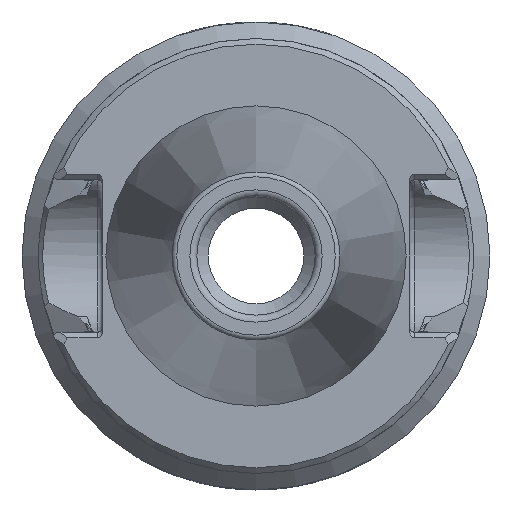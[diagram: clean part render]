
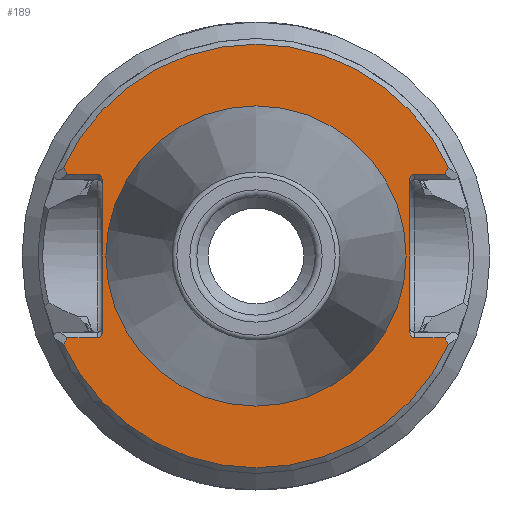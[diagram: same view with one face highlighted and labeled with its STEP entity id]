
A CAD part, left-side view. The second image highlights one B-rep face of the part: STEP entity #189.
In plain terms, the highlighted planar face has unit normal (-1, 0, 0).
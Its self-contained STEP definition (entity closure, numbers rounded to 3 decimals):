
#189 = ADVANCED_FACE( '', ( #456, #457 ), #458, .T. );
#456 = FACE_OUTER_BOUND( '', #813, .T. );
#457 = FACE_BOUND( '', #814, .T. );
#458 = PLANE( '', #815 );
#813 = EDGE_LOOP( '', ( #1356, #1357, #1358, #1359, #1360, #1361, #1362, #1363, #1364, #1365, #1366, #1367, #1368, #1369, #1370, #1371 ) );
#814 = EDGE_LOOP( '', ( #1372 ) );
#815 = AXIS2_PLACEMENT_3D( '', #1373, #1374, #1375 );
#1356 = ORIENTED_EDGE( '', *, *, #2117, .T. );
#1357 = ORIENTED_EDGE( '', *, *, #2118, .T. );
#1358 = ORIENTED_EDGE( '', *, *, #2119, .T. );
#1359 = ORIENTED_EDGE( '', *, *, #2120, .T. );
#1360 = ORIENTED_EDGE( '', *, *, #2009, .T. );
#1361 = ORIENTED_EDGE( '', *, *, #1990, .T. );
#1362 = ORIENTED_EDGE( '', *, *, #2121, .T. );
#1363 = ORIENTED_EDGE( '', *, *, #2122, .T. );
#1364 = ORIENTED_EDGE( '', *, *, #2123, .T. );
#1365 = ORIENTED_EDGE( '', *, *, #2124, .T. );
#1366 = ORIENTED_EDGE( '', *, *, #2113, .T. );
#1367 = ORIENTED_EDGE( '', *, *, #2086, .T. );
#1368 = ORIENTED_EDGE( '', *, *, #2125, .T. );
#1369 = ORIENTED_EDGE( '', *, *, #2035, .T. );
#1370 = ORIENTED_EDGE( '', *, *, #2032, .T. );
#1371 = ORIENTED_EDGE( '', *, *, #2126, .T. );
#1372 = ORIENTED_EDGE( '', *, *, #2127, .F. );
#1373 = CARTESIAN_POINT( '', ( 2., 0., 15.861 ) );
#1374 = DIRECTION( '', ( -1., 0., 0. ) );
#1375 = DIRECTION( '', ( 0., 0., 1. ) );
#1990 = EDGE_CURVE( '', #2331, #2329, #2332, .F. );
#2009 = EDGE_CURVE( '', #2364, #2331, #2365, .T. );
#2032 = EDGE_CURVE( '', #2404, #2402, #2405, .T. );
#2035 = EDGE_CURVE( '', #2408, #2404, #2409, .F. );
#2086 = EDGE_CURVE( '', #2492, #2493, #2494, .F. );
#2113 = EDGE_CURVE( '', #2538, #2492, #2539, .T. );
#2117 = EDGE_CURVE( '', #2544, #2545, #2546, .T. );
#2118 = EDGE_CURVE( '', #2545, #2547, #2548, .T. );
#2119 = EDGE_CURVE( '', #2547, #2549, #2550, .T. );
#2120 = EDGE_CURVE( '', #2549, #2364, #2551, .F. );
#2121 = EDGE_CURVE( '', #2329, #2552, #2553, .T. );
#2122 = EDGE_CURVE( '', #2552, #2554, #2555, .T. );
#2123 = EDGE_CURVE( '', #2554, #2556, #2557, .T. );
#2124 = EDGE_CURVE( '', #2556, #2538, #2558, .T. );
#2125 = EDGE_CURVE( '', #2493, #2408, #2559, .T. );
#2126 = EDGE_CURVE( '', #2402, #2544, #2560, .T. );
#2127 = EDGE_CURVE( '', #2561, #2561, #2562, .T. );
#2329 = VERTEX_POINT( '', #2825 );
#2331 = VERTEX_POINT( '', #2828 );
#2332 = ELLIPSE( '', #2829, 0.707, 0.5 );
#2364 = VERTEX_POINT( '', #2951 );
#2365 = LINE( '', #2952, #2953 );
#2402 = VERTEX_POINT( '', #3008 );
#2404 = VERTEX_POINT( '', #3011 );
#2405 = LINE( '', #3012, #3013 );
#2408 = VERTEX_POINT( '', #3017 );
#2409 = ELLIPSE( '', #3018, 0.707, 0.5 );
#2492 = VERTEX_POINT( '', #3174 );
#2493 = VERTEX_POINT( '', #3175 );
#2494 = ELLIPSE( '', #3176, 0.707, 0.5 );
#2538 = VERTEX_POINT( '', #3255 );
#2539 = LINE( '', #3256, #3257 );
#2544 = VERTEX_POINT( '', #3264 );
#2545 = VERTEX_POINT( '', #3265 );
#2546 = CIRCLE( '', #3266, 22.4 );
#2547 = VERTEX_POINT( '', #3267 );
#2548 = B_SPLINE_CURVE_WITH_KNOTS( '', 1, ( #3268, #3269 ), .UNSPECIFIED., .F., .F., ( 2, 2 ), ( 0.179, 1. ), .UNSPECIFIED. );
#2549 = VERTEX_POINT( '', #3270 );
#2550 = LINE( '', #3271, #3272 );
#2551 = ELLIPSE( '', #3273, 0.707, 0.5 );
#2552 = VERTEX_POINT( '', #3274 );
#2553 = LINE( '', #3275, #3276 );
#2554 = VERTEX_POINT( '', #3277 );
#2555 = B_SPLINE_CURVE_WITH_KNOTS( '', 1, ( #3278, #3279 ), .UNSPECIFIED., .F., .F., ( 2, 2 ), ( 0., 0.821 ), .UNSPECIFIED. );
#2556 = VERTEX_POINT( '', #3280 );
#2557 = CIRCLE( '', #3281, 22.4 );
#2558 = B_SPLINE_CURVE_WITH_KNOTS( '', 1, ( #3282, #3283 ), .UNSPECIFIED., .F., .F., ( 2, 2 ), ( 0.179, 1. ), .UNSPECIFIED. );
#2559 = LINE( '', #3284, #3285 );
#2560 = B_SPLINE_CURVE_WITH_KNOTS( '', 1, ( #3286, #3287 ), .UNSPECIFIED., .F., .F., ( 2, 2 ), ( 0., 0.821 ), .UNSPECIFIED. );
#2561 = VERTEX_POINT( '', #3288 );
#2562 = CIRCLE( '', #3289, 15.861 );
#2825 = CARTESIAN_POINT( '', ( 2., 16.75, -8.65 ) );
#2828 = CARTESIAN_POINT( '', ( 2., 16.25, -7.943 ) );
#2829 = AXIS2_PLACEMENT_3D( '', #3945, #3946, #3947 );
#2951 = CARTESIAN_POINT( '', ( 2., 16.25, 7.943 ) );
#2952 = CARTESIAN_POINT( '', ( 2., 16.25, 15.861 ) );
#2953 = VECTOR( '', #3981, 1000. );
#3008 = CARTESIAN_POINT( '', ( 2., -19.923, 8.65 ) );
#3011 = CARTESIAN_POINT( '', ( 2., -16.75, 8.65 ) );
#3012 = CARTESIAN_POINT( '', ( 2., -21.064, 8.65 ) );
#3013 = VECTOR( '', #4012, 1000. );
#3017 = CARTESIAN_POINT( '', ( 2., -16.25, 7.943 ) );
#3018 = AXIS2_PLACEMENT_3D( '', #4014, #4015, #4016 );
#3174 = CARTESIAN_POINT( '', ( 2., -16.75, -8.65 ) );
#3175 = CARTESIAN_POINT( '', ( 2., -16.25, -7.943 ) );
#3176 = AXIS2_PLACEMENT_3D( '', #4084, #4085, #4086 );
#3255 = CARTESIAN_POINT( '', ( 2., -19.923, -8.65 ) );
#3256 = CARTESIAN_POINT( '', ( 2., -16.25, -8.65 ) );
#3257 = VECTOR( '', #4124, 1000. );
#3264 = CARTESIAN_POINT( '', ( 2., -20.361, 9.337 ) );
#3265 = CARTESIAN_POINT( '', ( 2., 20.361, 9.337 ) );
#3266 = AXIS2_PLACEMENT_3D( '', #4126, #4127, #4128 );
#3267 = CARTESIAN_POINT( '', ( 2., 19.923, 8.65 ) );
#3268 = CARTESIAN_POINT( '', ( 2., 20.361, 9.337 ) );
#3269 = CARTESIAN_POINT( '', ( 2., 19.923, 8.65 ) );
#3270 = CARTESIAN_POINT( '', ( 2., 16.75, 8.65 ) );
#3271 = CARTESIAN_POINT( '', ( 2., 16.25, 8.65 ) );
#3272 = VECTOR( '', #4129, 1000. );
#3273 = AXIS2_PLACEMENT_3D( '', #4130, #4131, #4132 );
#3274 = CARTESIAN_POINT( '', ( 2., 19.923, -8.65 ) );
#3275 = CARTESIAN_POINT( '', ( 2., 21.064, -8.65 ) );
#3276 = VECTOR( '', #4133, 1000. );
#3277 = CARTESIAN_POINT( '', ( 2., 20.361, -9.337 ) );
#3278 = CARTESIAN_POINT( '', ( 2., 19.923, -8.65 ) );
#3279 = CARTESIAN_POINT( '', ( 2., 20.361, -9.337 ) );
#3280 = CARTESIAN_POINT( '', ( 2., -20.361, -9.337 ) );
#3281 = AXIS2_PLACEMENT_3D( '', #4134, #4135, #4136 );
#3282 = CARTESIAN_POINT( '', ( 2., -20.361, -9.337 ) );
#3283 = CARTESIAN_POINT( '', ( 2., -19.923, -8.65 ) );
#3284 = CARTESIAN_POINT( '', ( 2., -16.25, 15.861 ) );
#3285 = VECTOR( '', #4137, 1000. );
#3286 = CARTESIAN_POINT( '', ( 2., -19.923, 8.65 ) );
#3287 = CARTESIAN_POINT( '', ( 2., -20.361, 9.337 ) );
#3288 = CARTESIAN_POINT( '', ( 2., 0., 15.861 ) );
#3289 = AXIS2_PLACEMENT_3D( '', #4138, #4139, #4140 );
#3945 = CARTESIAN_POINT( '', ( 2., 16.75, -7.943 ) );
#3946 = DIRECTION( '', ( -1., 0., 0. ) );
#3947 = DIRECTION( '', ( 0., 0., 1. ) );
#3981 = DIRECTION( '', ( 0., 0., -1. ) );
#4012 = DIRECTION( '', ( 0., -1., 0. ) );
#4014 = CARTESIAN_POINT( '', ( 2., -16.75, 7.943 ) );
#4015 = DIRECTION( '', ( -1., 0., 0. ) );
#4016 = DIRECTION( '', ( 0., 0., -1. ) );
#4084 = CARTESIAN_POINT( '', ( 2., -16.75, -7.943 ) );
#4085 = DIRECTION( '', ( -1., 0., 0. ) );
#4086 = DIRECTION( '', ( 0., 0., -1. ) );
#4124 = DIRECTION( '', ( 0., 1., 0. ) );
#4126 = CARTESIAN_POINT( '', ( 2., 0., 0. ) );
#4127 = DIRECTION( '', ( -1., 0., 0. ) );
#4128 = DIRECTION( '', ( 0., 0., 1. ) );
#4129 = DIRECTION( '', ( 0., -1., 0. ) );
#4130 = CARTESIAN_POINT( '', ( 2., 16.75, 7.943 ) );
#4131 = DIRECTION( '', ( -1., 0., 0. ) );
#4132 = DIRECTION( '', ( 0., 0., 1. ) );
#4133 = DIRECTION( '', ( 0., 1., 0. ) );
#4134 = CARTESIAN_POINT( '', ( 2., 0., 0. ) );
#4135 = DIRECTION( '', ( -1., 0., 0. ) );
#4136 = DIRECTION( '', ( 0., 0., 1. ) );
#4137 = DIRECTION( '', ( 0., 0., 1. ) );
#4138 = CARTESIAN_POINT( '', ( 2., 0., 0. ) );
#4139 = DIRECTION( '', ( -1., 0., 0. ) );
#4140 = DIRECTION( '', ( 0., 0., 1. ) );
